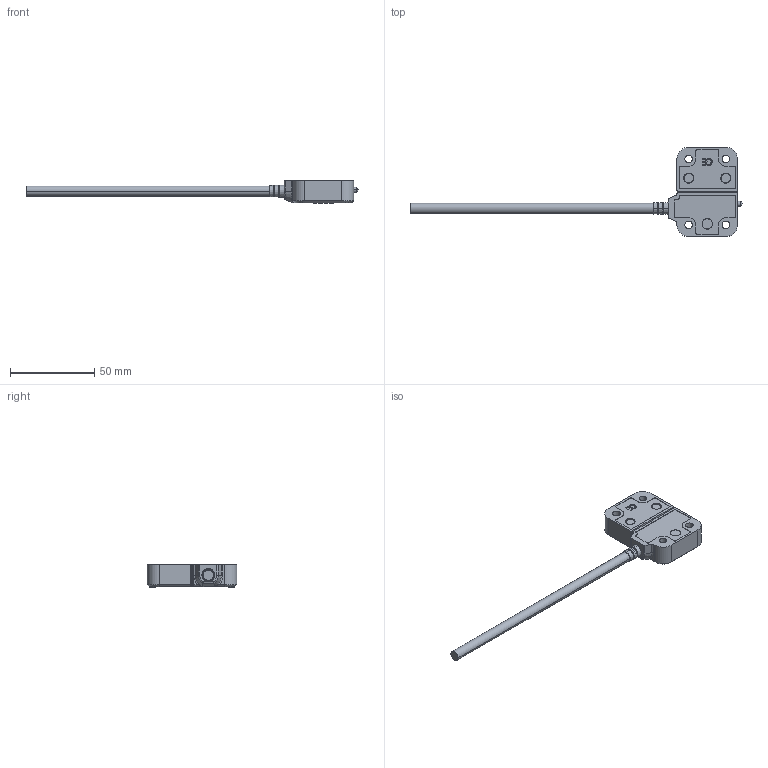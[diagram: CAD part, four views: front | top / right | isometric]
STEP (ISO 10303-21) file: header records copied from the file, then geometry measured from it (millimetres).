
FILE_DESCRIPTION (( 'STEP AP214' ), '1' );
FILE_NAME ('MPC-114115.step', '2017-09-27T14:15:01', ( '' ), ( '' ), 'SwSTEP 2.0', 'SolidWorks 2017', '' );
FILE_SCHEMA (( 'AUTOMOTIVE_DESIGN' ));
Length unit declared in the file: inch
Products named in the file (3): MPC-114115; MPC-114115_1; MPC-114115_2
Assembly tree (2 placements, depth 2):
  MPC-114115
    MPC-114115_1
    MPC-114115_2
Bounding box: 196.8 x 53 x 13.4 mm (x, y, z)
Volume: 17451.6 mm3; surface area: 19193.3 mm2
Topology: 10 solids, 10 shells, 1067 faces, 2706 edges, 1690 vertices
Faces by surface type: plane 453, cylinder 346, bspline 230, cone 38
Entity records: 39213 total; most frequent: CARTESIAN_POINT 14731, ORIENTED_EDGE 5348, DIRECTION 4649, EDGE_CURVE 2674, VERTEX_POINT 1690, AXIS2_PLACEMENT_3D 1561, VECTOR 1527, LINE 1527
